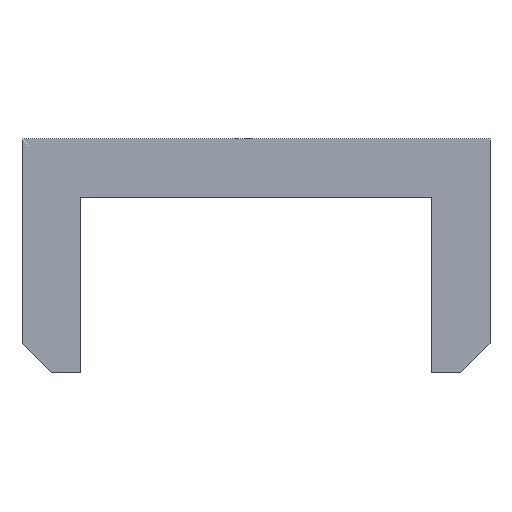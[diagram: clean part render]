
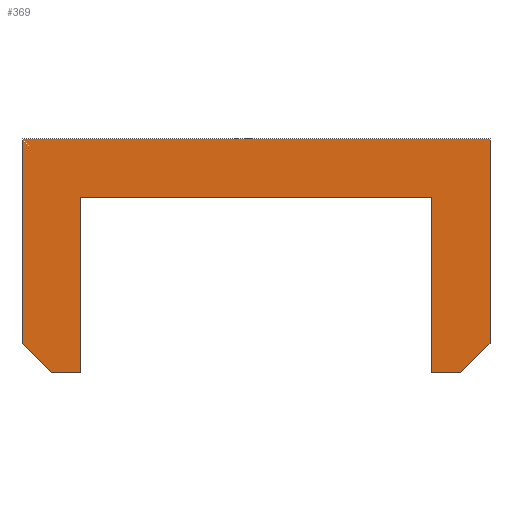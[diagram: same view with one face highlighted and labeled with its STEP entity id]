
A CAD part, front view. The second image highlights one B-rep face of the part: STEP entity #369.
In plain terms, the highlighted planar face has unit normal (0, -1, 0).
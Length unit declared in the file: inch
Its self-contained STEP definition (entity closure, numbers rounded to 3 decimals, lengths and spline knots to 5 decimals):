
#34=CARTESIAN_POINT('',(0.9375,0.28125,-0.28125));
#35=VERTEX_POINT('',#34);
#42=CARTESIAN_POINT('',(0.875,0.28125,-0.28125));
#43=VERTEX_POINT('',#42);
#44=CARTESIAN_POINT('',(0.875,0.28125,-0.28125));
#45=DIRECTION('',(1.,0.,0.));
#46=VECTOR('',#45,1.);
#47=LINE('',#44,#46);
#48=EDGE_CURVE('',#43,#35,#47,.T.);
#72=CARTESIAN_POINT('',(1.,0.28125,-0.21875));
#73=VERTEX_POINT('',#72);
#80=CARTESIAN_POINT('',(0.9375,0.28125,-0.28125));
#81=DIRECTION('',(0.707,0.,0.707));
#82=VECTOR('',#81,1.);
#83=LINE('',#80,#82);
#84=EDGE_CURVE('',#35,#73,#83,.T.);
#103=CARTESIAN_POINT('',(1.,0.28125,0.21875));
#104=VERTEX_POINT('',#103);
#111=CARTESIAN_POINT('',(1.,0.28125,-0.21875));
#112=DIRECTION('',(0.,0.,1.));
#113=VECTOR('',#112,1.);
#114=LINE('',#111,#113);
#115=EDGE_CURVE('',#73,#104,#114,.T.);
#134=CARTESIAN_POINT('',(0.,0.28125,0.21875));
#135=VERTEX_POINT('',#134);
#142=CARTESIAN_POINT('',(1.,0.28125,0.21875));
#143=DIRECTION('',(-1.,0.,0.));
#144=VECTOR('',#143,1.);
#145=LINE('',#142,#144);
#146=EDGE_CURVE('',#104,#135,#145,.T.);
#165=CARTESIAN_POINT('',(0.,0.28125,-0.21875));
#166=VERTEX_POINT('',#165);
#173=CARTESIAN_POINT('',(0.,0.28125,0.21875));
#174=DIRECTION('',(0.,0.,-1.));
#175=VECTOR('',#174,1.);
#176=LINE('',#173,#175);
#177=EDGE_CURVE('',#135,#166,#176,.T.);
#196=CARTESIAN_POINT('',(0.0625,0.28125,-0.28125));
#197=VERTEX_POINT('',#196);
#204=CARTESIAN_POINT('',(0.0625,0.28125,-0.28125));
#205=DIRECTION('',(-0.707,0.,0.707));
#206=VECTOR('',#205,1.);
#207=LINE('',#204,#206);
#208=EDGE_CURVE('',#197,#166,#207,.T.);
#227=CARTESIAN_POINT('',(0.125,0.28125,-0.28125));
#228=VERTEX_POINT('',#227);
#235=CARTESIAN_POINT('',(0.0625,0.28125,-0.28125));
#236=DIRECTION('',(1.,0.,0.));
#237=VECTOR('',#236,1.);
#238=LINE('',#235,#237);
#239=EDGE_CURVE('',#197,#228,#238,.T.);
#258=CARTESIAN_POINT('',(0.125,0.28125,0.09375));
#259=VERTEX_POINT('',#258);
#266=CARTESIAN_POINT('',(0.125,0.28125,0.09375));
#267=DIRECTION('',(0.,0.,-1.));
#268=VECTOR('',#267,1.);
#269=LINE('',#266,#268);
#270=EDGE_CURVE('',#259,#228,#269,.T.);
#289=CARTESIAN_POINT('',(0.875,0.28125,0.09375));
#290=VERTEX_POINT('',#289);
#297=CARTESIAN_POINT('',(0.875,0.28125,0.09375));
#298=DIRECTION('',(-1.,0.,0.));
#299=VECTOR('',#298,1.);
#300=LINE('',#297,#299);
#301=EDGE_CURVE('',#290,#259,#300,.T.);
#319=CARTESIAN_POINT('',(0.875,0.28125,-0.28125));
#320=DIRECTION('',(0.,0.,1.));
#321=VECTOR('',#320,1.);
#322=LINE('',#319,#321);
#323=EDGE_CURVE('',#43,#290,#322,.T.);
#352=ORIENTED_EDGE('',*,*,#323,.F.);
#353=ORIENTED_EDGE('',*,*,#48,.T.);
#354=ORIENTED_EDGE('',*,*,#84,.T.);
#355=ORIENTED_EDGE('',*,*,#115,.T.);
#356=ORIENTED_EDGE('',*,*,#146,.T.);
#357=ORIENTED_EDGE('',*,*,#177,.T.);
#358=ORIENTED_EDGE('',*,*,#208,.F.);
#359=ORIENTED_EDGE('',*,*,#239,.T.);
#360=ORIENTED_EDGE('',*,*,#270,.F.);
#361=ORIENTED_EDGE('',*,*,#301,.F.);
#362=EDGE_LOOP('',(#352,#353,#354,#355,#356,#357,#358,#359,#360,#361));
#363=FACE_OUTER_BOUND('',#362,.T.);
#364=CARTESIAN_POINT('',(0.875,0.28125,-0.16413));
#365=DIRECTION('',(0.,1.,0.));
#366=DIRECTION('',(-1.,0.,0.));
#367=AXIS2_PLACEMENT_3D('',#364,#365,#366);
#368=PLANE('',#367);
#369=ADVANCED_FACE('',(#363),#368,.F.);
